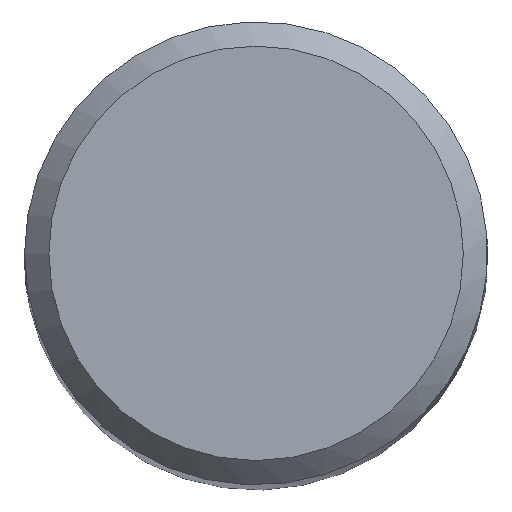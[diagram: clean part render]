
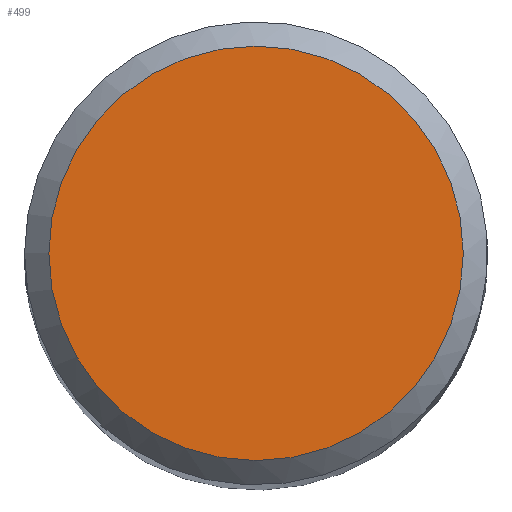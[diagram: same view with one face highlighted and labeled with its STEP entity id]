
A CAD part, top view. The second image highlights one B-rep face of the part: STEP entity #499.
In plain terms, the highlighted planar face has unit normal (0, 0, 1).
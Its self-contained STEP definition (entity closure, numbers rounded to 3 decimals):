
#231=PLANE('',#2743);
#499=ADVANCED_FACE('CU_SU3',(#664),#231,.F.);
#664=FACE_OUTER_BOUND('',#796,.T.);
#796=EDGE_LOOP('',(#1258));
#1132=CIRCLE('',#2742,8.525);
#1258=ORIENTED_EDGE('',*,*,#2235,.F.);
#1972=VERTEX_POINT('',#4031);
#2235=EDGE_CURVE('',#1972,#1972,#1132,.T.);
#2742=AXIS2_PLACEMENT_3D('',#4030,#3054,#3055);
#2743=AXIS2_PLACEMENT_3D('',#4032,#3056,#3057);
#3054=DIRECTION('',(0.,0.,-1.));
#3055=DIRECTION('',(-1.,0.,0.));
#3056=DIRECTION('',(0.,0.,-1.));
#3057=DIRECTION('',(-1.,0.,0.));
#4030=CARTESIAN_POINT('',(0.,0.,0.));
#4031=CARTESIAN_POINT('',(-8.525,0.,0.));
#4032=CARTESIAN_POINT('',(0.,0.,0.));
